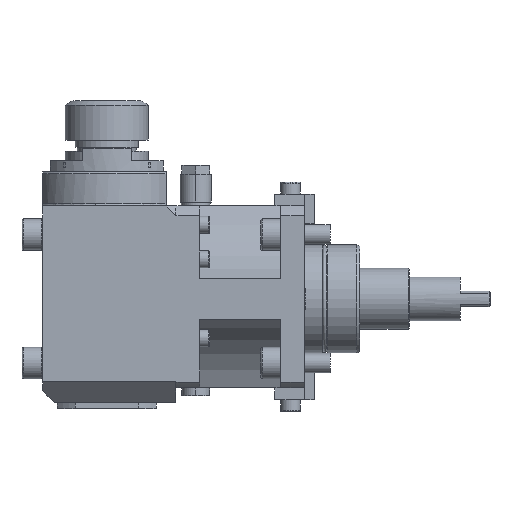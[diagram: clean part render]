
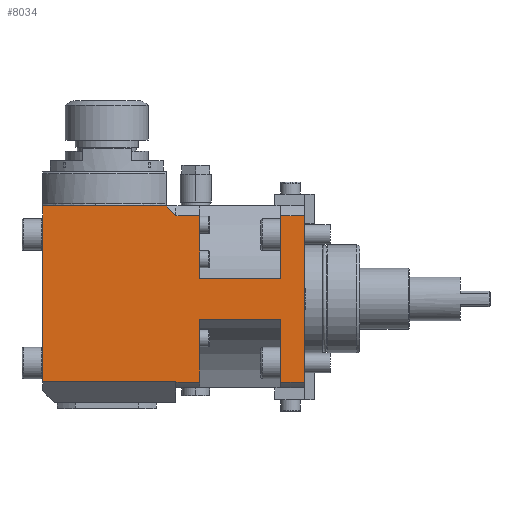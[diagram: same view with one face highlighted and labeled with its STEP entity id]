
A CAD part, front view. The second image highlights one B-rep face of the part: STEP entity #8034.
In plain terms, the highlighted planar face has unit normal (0, -1, 0).
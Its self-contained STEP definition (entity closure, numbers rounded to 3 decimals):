
#391=DIRECTION('',(0.,0.,-1.));
#392=VECTOR('',#391,84.291);
#393=CARTESIAN_POINT('',(0.,-42.,42.146));
#394=LINE('',#393,#392);
#883=DIRECTION('',(-1.,0.,0.));
#884=VECTOR('',#883,67.5);
#885=CARTESIAN_POINT('',(-65.,-42.,-42.));
#886=LINE('',#885,#884);
#887=DIRECTION('',(1.,0.,0.));
#888=VECTOR('',#887,62.5);
#889=CARTESIAN_POINT('',(-132.5,-42.,47.));
#890=LINE('',#889,#888);
#891=DIRECTION('',(0.707,0.,-0.707));
#892=VECTOR('',#891,7.071);
#893=CARTESIAN_POINT('',(-70.,-42.,47.));
#894=LINE('',#893,#892);
#895=DIRECTION('',(-1.,0.,0.));
#896=VECTOR('',#895,12.);
#897=CARTESIAN_POINT('',(-53.,-42.,42.146));
#898=LINE('',#897,#896);
#899=DIRECTION('',(0.,0.,-1.));
#900=VECTOR('',#899,31.769);
#901=CARTESIAN_POINT('',(-53.,-42.,42.146));
#902=LINE('',#901,#900);
#903=DIRECTION('',(1.,0.,0.));
#904=VECTOR('',#903,41.);
#905=CARTESIAN_POINT('',(-53.,-42.,10.376));
#906=LINE('',#905,#904);
#907=DIRECTION('',(0.,0.,-1.));
#908=VECTOR('',#907,31.769);
#909=CARTESIAN_POINT('',(-12.,-42.,42.146));
#910=LINE('',#909,#908);
#911=DIRECTION('',(-1.,0.,0.));
#912=VECTOR('',#911,12.);
#913=CARTESIAN_POINT('',(0.,-42.,42.146));
#914=LINE('',#913,#912);
#915=DIRECTION('',(-1.,0.,0.));
#916=VECTOR('',#915,12.);
#917=CARTESIAN_POINT('',(0.,-42.,-42.146));
#918=LINE('',#917,#916);
#919=DIRECTION('',(0.,0.,-1.));
#920=VECTOR('',#919,31.769);
#921=CARTESIAN_POINT('',(-12.,-42.,-10.376));
#922=LINE('',#921,#920);
#923=DIRECTION('',(1.,0.,0.));
#924=VECTOR('',#923,41.);
#925=CARTESIAN_POINT('',(-53.,-42.,-10.376));
#926=LINE('',#925,#924);
#927=DIRECTION('',(0.,0.,-1.));
#928=VECTOR('',#927,31.769);
#929=CARTESIAN_POINT('',(-53.,-42.,-10.376));
#930=LINE('',#929,#928);
#931=DIRECTION('',(-1.,0.,0.));
#932=VECTOR('',#931,12.);
#933=CARTESIAN_POINT('',(-53.,-42.,-42.146));
#934=LINE('',#933,#932);
#939=DIRECTION('',(0.,0.,-1.));
#940=VECTOR('',#939,0.146);
#941=CARTESIAN_POINT('',(-65.,-42.,-42.));
#942=LINE('',#941,#940);
#1452=DIRECTION('',(0.,0.,-1.));
#1453=VECTOR('',#1452,89.);
#1454=CARTESIAN_POINT('',(-132.5,-42.,47.));
#1455=LINE('',#1454,#1453);
#2077=DIRECTION('',(0.,0.,-1.));
#2078=VECTOR('',#2077,0.146);
#2079=CARTESIAN_POINT('',(-65.,-42.,42.146));
#2080=LINE('',#2079,#2078);
#5578=CARTESIAN_POINT('',(0.,-42.,42.146));
#5579=CARTESIAN_POINT('',(0.,-42.,-42.146));
#5580=VERTEX_POINT('',#5578);
#5581=VERTEX_POINT('',#5579);
#5623=CARTESIAN_POINT('',(-53.,-42.,-42.146));
#5625=VERTEX_POINT('',#5623);
#5626=CARTESIAN_POINT('',(-53.,-42.,42.146));
#5628=VERTEX_POINT('',#5626);
#5631=CARTESIAN_POINT('',(-12.,-42.,-42.146));
#5633=VERTEX_POINT('',#5631);
#5634=CARTESIAN_POINT('',(-12.,-42.,42.146));
#5636=VERTEX_POINT('',#5634);
#5642=CARTESIAN_POINT('',(-53.,-42.,10.376));
#5643=VERTEX_POINT('',#5642);
#5644=CARTESIAN_POINT('',(-53.,-42.,-10.376));
#5645=VERTEX_POINT('',#5644);
#5646=CARTESIAN_POINT('',(-12.,-42.,10.376));
#5647=VERTEX_POINT('',#5646);
#5648=CARTESIAN_POINT('',(-12.,-42.,-10.376));
#5649=VERTEX_POINT('',#5648);
#5664=CARTESIAN_POINT('',(-65.,-42.,-42.146));
#5665=VERTEX_POINT('',#5664);
#5666=CARTESIAN_POINT('',(-65.,-42.,42.146));
#5667=VERTEX_POINT('',#5666);
#5692=CARTESIAN_POINT('',(-132.5,-42.,47.));
#5694=VERTEX_POINT('',#5692);
#5718=CARTESIAN_POINT('',(-70.,-42.,47.));
#5720=VERTEX_POINT('',#5718);
#5730=CARTESIAN_POINT('',(-132.5,-42.,-42.));
#5731=VERTEX_POINT('',#5730);
#5741=CARTESIAN_POINT('',(-65.,-42.,-42.));
#5743=VERTEX_POINT('',#5741);
#5747=CARTESIAN_POINT('',(-65.,-42.,42.));
#5749=VERTEX_POINT('',#5747);
#7996=CARTESIAN_POINT('',(-65.,-42.,47.));
#7997=DIRECTION('',(0.,1.,0.));
#7998=DIRECTION('',(0.,0.,-1.));
#7999=AXIS2_PLACEMENT_3D('',#7996,#7997,#7998);
#8000=PLANE('',#7999);
#8002=ORIENTED_EDGE('',*,*,#8001,.F.);
#8004=ORIENTED_EDGE('',*,*,#8003,.T.);
#8006=ORIENTED_EDGE('',*,*,#8005,.F.);
#8008=ORIENTED_EDGE('',*,*,#8007,.T.);
#8010=ORIENTED_EDGE('',*,*,#8009,.T.);
#8012=ORIENTED_EDGE('',*,*,#8011,.F.);
#8014=ORIENTED_EDGE('',*,*,#8013,.F.);
#8016=ORIENTED_EDGE('',*,*,#8015,.T.);
#8018=ORIENTED_EDGE('',*,*,#8017,.T.);
#8019=ORIENTED_EDGE('',*,*,#7981,.F.);
#8020=ORIENTED_EDGE('',*,*,#7969,.F.);
#8021=ORIENTED_EDGE('',*,*,#7433,.T.);
#8023=ORIENTED_EDGE('',*,*,#8022,.T.);
#8025=ORIENTED_EDGE('',*,*,#8024,.F.);
#8027=ORIENTED_EDGE('',*,*,#8026,.F.);
#8029=ORIENTED_EDGE('',*,*,#8028,.T.);
#8031=ORIENTED_EDGE('',*,*,#8030,.T.);
#8032=EDGE_LOOP('',(#8002,#8004,#8006,#8008,#8010,#8012,#8014,#8016,#8018,#8019,
#8020,#8021,#8023,#8025,#8027,#8029,#8031));
#8033=FACE_OUTER_BOUND('',#8032,.F.);
#8034=ADVANCED_FACE('',(#8033),#8000,.F.);
#7433=EDGE_CURVE('',#5580,#5581,#394,.T.);
#7969=EDGE_CURVE('',#5580,#5636,#914,.T.);
#7981=EDGE_CURVE('',#5636,#5647,#910,.T.);
#8001=EDGE_CURVE('',#5743,#5665,#942,.T.);
#8003=EDGE_CURVE('',#5743,#5731,#886,.T.);
#8005=EDGE_CURVE('',#5694,#5731,#1455,.T.);
#8007=EDGE_CURVE('',#5694,#5720,#890,.T.);
#8009=EDGE_CURVE('',#5720,#5749,#894,.T.);
#8011=EDGE_CURVE('',#5667,#5749,#2080,.T.);
#8013=EDGE_CURVE('',#5628,#5667,#898,.T.);
#8015=EDGE_CURVE('',#5628,#5643,#902,.T.);
#8017=EDGE_CURVE('',#5643,#5647,#906,.T.);
#8022=EDGE_CURVE('',#5581,#5633,#918,.T.);
#8024=EDGE_CURVE('',#5649,#5633,#922,.T.);
#8026=EDGE_CURVE('',#5645,#5649,#926,.T.);
#8028=EDGE_CURVE('',#5645,#5625,#930,.T.);
#8030=EDGE_CURVE('',#5625,#5665,#934,.T.);
